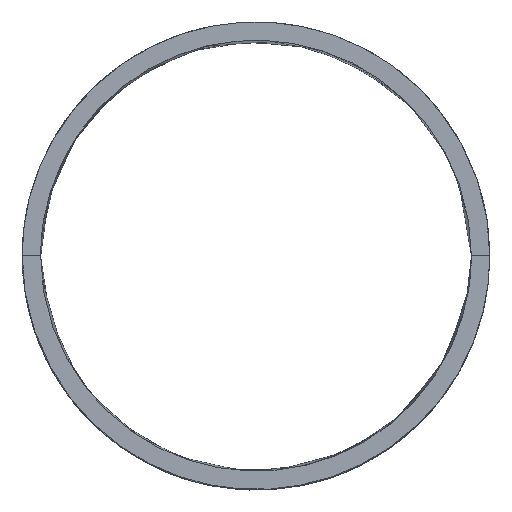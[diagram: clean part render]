
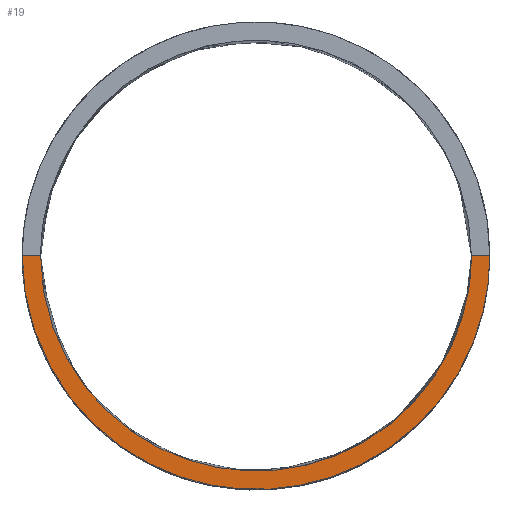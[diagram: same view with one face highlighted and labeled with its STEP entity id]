
A CAD part, top view. The second image highlights one B-rep face of the part: STEP entity #19.
In plain terms, the highlighted free-form (B-spline) face has degree [2, 1] with [5, 2] control points.
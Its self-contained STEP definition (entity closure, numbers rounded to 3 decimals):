
#19=ADVANCED_FACE('',(#47),#382,.T.);
#47=FACE_OUTER_BOUND('',#71,.T.);
#71=EDGE_LOOP('',(#125,#126,#127,#128));
#125=ORIENTED_EDGE('',*,*,#255,.T.);
#126=ORIENTED_EDGE('',*,*,#251,.T.);
#127=ORIENTED_EDGE('',*,*,#236,.F.);
#128=ORIENTED_EDGE('',*,*,#245,.F.);
#236=EDGE_CURVE('',#332,#341,#320,.T.);
#245=EDGE_CURVE('',#352,#332,#324,.T.);
#251=EDGE_CURVE('',#356,#341,#328,.T.);
#255=EDGE_CURVE('',#352,#356,#330,.T.);
#320=(
BOUNDED_CURVE()
B_SPLINE_CURVE(1,(#2686,#2687),.UNSPECIFIED.,.F.,.F.)
B_SPLINE_CURVE_WITH_KNOTS((2,2),(0.,1.),.UNSPECIFIED.)
CURVE()
GEOMETRIC_REPRESENTATION_ITEM()
RATIONAL_B_SPLINE_CURVE((1.,1.))
REPRESENTATION_ITEM('')
);
#324=(
BOUNDED_CURVE()
B_SPLINE_CURVE(2,(#2707,#2708,#2709,#2710,#2711),.UNSPECIFIED.,.F.,.F.)
B_SPLINE_CURVE_WITH_KNOTS((3,2,3),(119.695,179.542,239.389),
 .UNSPECIFIED.)
CURVE()
GEOMETRIC_REPRESENTATION_ITEM()
RATIONAL_B_SPLINE_CURVE((1.,0.707,1.,0.707,1.))
REPRESENTATION_ITEM('')
);
#328=(
BOUNDED_CURVE()
B_SPLINE_CURVE(2,(#2785,#2786,#2787,#2788,#2789),.UNSPECIFIED.,.F.,.F.)
B_SPLINE_CURVE_WITH_KNOTS((3,2,3),(119.695,179.542,239.389),
 .UNSPECIFIED.)
CURVE()
GEOMETRIC_REPRESENTATION_ITEM()
RATIONAL_B_SPLINE_CURVE((1.,0.707,1.,0.707,1.))
REPRESENTATION_ITEM('')
);
#330=(
BOUNDED_CURVE()
B_SPLINE_CURVE(1,(#2826,#2827),.UNSPECIFIED.,.F.,.F.)
B_SPLINE_CURVE_WITH_KNOTS((2,2),(0.,1.),.UNSPECIFIED.)
CURVE()
GEOMETRIC_REPRESENTATION_ITEM()
RATIONAL_B_SPLINE_CURVE((1.,1.))
REPRESENTATION_ITEM('')
);
#332=VERTEX_POINT('',#1922);
#341=VERTEX_POINT('',#1931);
#352=VERTEX_POINT('',#1942);
#356=VERTEX_POINT('',#1946);
#382=(
BOUNDED_SURFACE()
B_SPLINE_SURFACE(2,1,((#707,#708),(#709,#710),(#711,#712),(#713,#714),(#715,
#716)),.UNSPECIFIED.,.F.,.F.,.F.)
B_SPLINE_SURFACE_WITH_KNOTS((3,2,3),(2,2),(-239.389,-179.542,
-119.695),(0.,1.),.UNSPECIFIED.)
GEOMETRIC_REPRESENTATION_ITEM()
RATIONAL_B_SPLINE_SURFACE(((1.,1.),(0.707,0.707),
(1.,1.),(0.707,0.707),(1.,1.)))
REPRESENTATION_ITEM('')
SURFACE()
);
#707=CARTESIAN_POINT('',(35.1,0.,75.));
#708=CARTESIAN_POINT('',(38.1,0.,75.));
#709=CARTESIAN_POINT('',(35.1,-35.1,75.));
#710=CARTESIAN_POINT('',(38.1,-38.1,75.));
#711=CARTESIAN_POINT('',(0.,-35.1,75.));
#712=CARTESIAN_POINT('',(0.,-38.1,75.));
#713=CARTESIAN_POINT('',(-35.1,-35.1,75.));
#714=CARTESIAN_POINT('',(-38.1,-38.1,75.));
#715=CARTESIAN_POINT('',(-35.1,0.,75.));
#716=CARTESIAN_POINT('',(-38.1,0.,75.));
#1922=CARTESIAN_POINT('',(35.1,0.,75.));
#1931=CARTESIAN_POINT('',(38.1,0.,75.));
#1942=CARTESIAN_POINT('',(-35.1,0.,75.));
#1946=CARTESIAN_POINT('',(-38.1,0.,75.));
#2686=CARTESIAN_POINT('',(35.1,0.,75.));
#2687=CARTESIAN_POINT('',(38.1,0.,75.));
#2707=CARTESIAN_POINT('',(-35.1,0.,75.));
#2708=CARTESIAN_POINT('',(-35.1,-35.1,75.));
#2709=CARTESIAN_POINT('',(0.,-35.1,75.));
#2710=CARTESIAN_POINT('',(35.1,-35.1,75.));
#2711=CARTESIAN_POINT('',(35.1,0.,75.));
#2785=CARTESIAN_POINT('',(-38.1,0.,75.));
#2786=CARTESIAN_POINT('',(-38.1,-38.1,75.));
#2787=CARTESIAN_POINT('',(0.,-38.1,75.));
#2788=CARTESIAN_POINT('',(38.1,-38.1,75.));
#2789=CARTESIAN_POINT('',(38.1,0.,75.));
#2826=CARTESIAN_POINT('',(-35.1,0.,75.));
#2827=CARTESIAN_POINT('',(-38.1,0.,75.));
